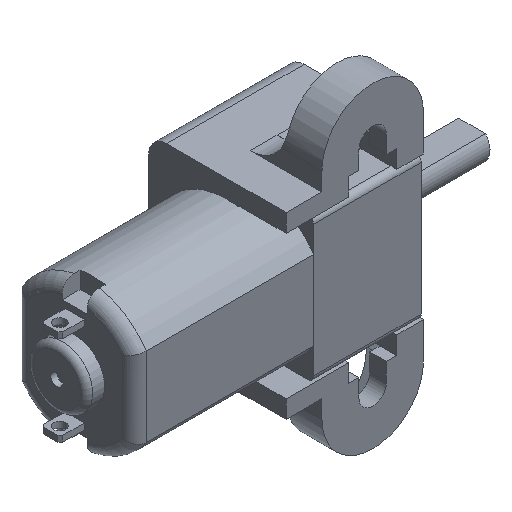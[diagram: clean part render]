
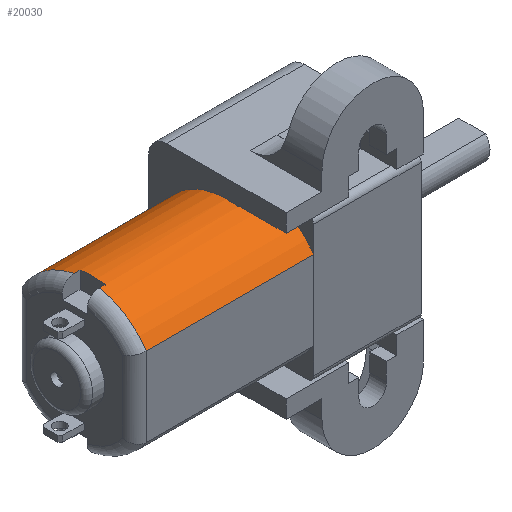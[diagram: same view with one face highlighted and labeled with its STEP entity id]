
A CAD part, isometric view. The second image highlights one B-rep face of the part: STEP entity #20030.
In plain terms, the highlighted cylindrical face has radius 6 mm (diameter 12 mm), a partial arc.
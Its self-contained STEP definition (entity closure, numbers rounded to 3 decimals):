
#1043=LINE('',#27243,#3795);
#1044=LINE('',#27247,#3796);
#1045=LINE('',#27250,#3797);
#1046=LINE('',#27251,#3798);
#1047=LINE('',#27254,#3799);
#3795=VECTOR('',#22239,1000.);
#3796=VECTOR('',#22242,1000.);
#3797=VECTOR('',#22245,1000.);
#3798=VECTOR('',#22246,1000.);
#3799=VECTOR('',#22249,1000.);
#6497=CYLINDRICAL_SURFACE('',#21060,6.);
#6539=FACE_OUTER_BOUND('',#7521,.T.);
#7521=EDGE_LOOP('',(#13459,#13460,#13461,#13462,#13463,#13464,#13465,#13466,
#13467,#13468));
#8535=CIRCLE('',#21059,6.);
#8536=CIRCLE('',#21061,6.);
#8537=CIRCLE('',#21062,6.);
#8538=CIRCLE('',#21063,6.);
#8539=CIRCLE('',#21064,6.);
#8595=VERTEX_POINT('',#26994);
#8669=VERTEX_POINT('',#27207);
#8671=VERTEX_POINT('',#27210);
#8673=VERTEX_POINT('',#27239);
#8674=VERTEX_POINT('',#27240);
#8675=VERTEX_POINT('',#27242);
#8676=VERTEX_POINT('',#27244);
#8677=VERTEX_POINT('',#27246);
#8678=VERTEX_POINT('',#27248);
#8679=VERTEX_POINT('',#27252);
#10584=EDGE_CURVE('',#8671,#8669,#8535,.T.);
#10588=EDGE_CURVE('',#8673,#8674,#8536,.T.);
#10589=EDGE_CURVE('',#8675,#8673,#1043,.T.);
#10590=EDGE_CURVE('',#8675,#8676,#8537,.T.);
#10591=EDGE_CURVE('',#8677,#8676,#1044,.T.);
#10592=EDGE_CURVE('',#8678,#8677,#8538,.T.);
#10593=EDGE_CURVE('',#8671,#8678,#1045,.T.);
#10594=EDGE_CURVE('',#8669,#8595,#1046,.T.);
#10595=EDGE_CURVE('',#8595,#8679,#8539,.T.);
#10596=EDGE_CURVE('',#8674,#8679,#1047,.T.);
#13459=ORIENTED_EDGE('',*,*,#10588,.F.);
#13460=ORIENTED_EDGE('',*,*,#10589,.F.);
#13461=ORIENTED_EDGE('',*,*,#10590,.T.);
#13462=ORIENTED_EDGE('',*,*,#10591,.F.);
#13463=ORIENTED_EDGE('',*,*,#10592,.F.);
#13464=ORIENTED_EDGE('',*,*,#10593,.F.);
#13465=ORIENTED_EDGE('',*,*,#10584,.T.);
#13466=ORIENTED_EDGE('',*,*,#10594,.T.);
#13467=ORIENTED_EDGE('',*,*,#10595,.T.);
#13468=ORIENTED_EDGE('',*,*,#10596,.F.);
#20030=ADVANCED_FACE('',(#6539),#6497,.T.);
#21059=AXIS2_PLACEMENT_3D('',#27211,#22232,#22233);
#21060=AXIS2_PLACEMENT_3D('',#27238,#22235,#22236);
#21061=AXIS2_PLACEMENT_3D('',#27241,#22237,#22238);
#21062=AXIS2_PLACEMENT_3D('',#27245,#22240,#22241);
#21063=AXIS2_PLACEMENT_3D('',#27249,#22243,#22244);
#21064=AXIS2_PLACEMENT_3D('',#27253,#22247,#22248);
#22232=DIRECTION('center_axis',(1.,0.,0.));
#22233=DIRECTION('ref_axis',(0.,0.,-1.));
#22235=DIRECTION('center_axis',(1.,0.,0.));
#22236=DIRECTION('ref_axis',(0.,0.,1.));
#22237=DIRECTION('center_axis',(1.,0.,0.));
#22238=DIRECTION('ref_axis',(0.,0.,1.));
#22239=DIRECTION('',(1.,0.,0.));
#22240=DIRECTION('center_axis',(1.,0.,0.));
#22241=DIRECTION('ref_axis',(0.,0.,-1.));
#22242=DIRECTION('',(-1.,0.,0.));
#22243=DIRECTION('center_axis',(-1.,0.,0.));
#22244=DIRECTION('ref_axis',(0.,0.,-1.));
#22245=DIRECTION('',(1.,0.,0.));
#22246=DIRECTION('',(1.,0.,0.));
#22247=DIRECTION('center_axis',(-1.,0.,0.));
#22248=DIRECTION('ref_axis',(0.,0.,1.));
#22249=DIRECTION('',(1.,0.,0.));
#26994=CARTESIAN_POINT('',(0.,-5.,3.317));
#27207=CARTESIAN_POINT('',(-14.,-5.,3.317));
#27210=CARTESIAN_POINT('',(-14.,-1.05,5.907));
#27211=CARTESIAN_POINT('Origin',(-14.,0.,0.));
#27238=CARTESIAN_POINT('Origin',(-15.,0.,0.));
#27239=CARTESIAN_POINT('',(-2.3,5.,3.317));
#27240=CARTESIAN_POINT('',(-2.3,-1.,5.916));
#27241=CARTESIAN_POINT('Origin',(-2.3,0.,0.));
#27242=CARTESIAN_POINT('',(-14.,5.,3.317));
#27243=CARTESIAN_POINT('',(-15.,5.,3.317));
#27244=CARTESIAN_POINT('',(-14.,1.05,5.907));
#27245=CARTESIAN_POINT('Origin',(-14.,0.,0.));
#27246=CARTESIAN_POINT('',(-13.5,1.05,5.907));
#27247=CARTESIAN_POINT('',(-15.,1.05,5.907));
#27248=CARTESIAN_POINT('',(-13.5,-1.05,5.907));
#27249=CARTESIAN_POINT('Origin',(-13.5,0.,0.));
#27250=CARTESIAN_POINT('',(-15.,-1.05,5.907));
#27251=CARTESIAN_POINT('',(-15.,-5.,3.317));
#27252=CARTESIAN_POINT('',(0.,-1.,5.916));
#27253=CARTESIAN_POINT('Origin',(0.,0.,0.));
#27254=CARTESIAN_POINT('',(-15.,-1.,5.916));
